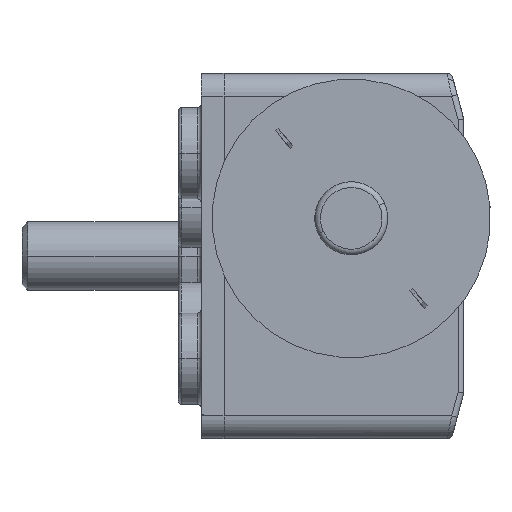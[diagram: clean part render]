
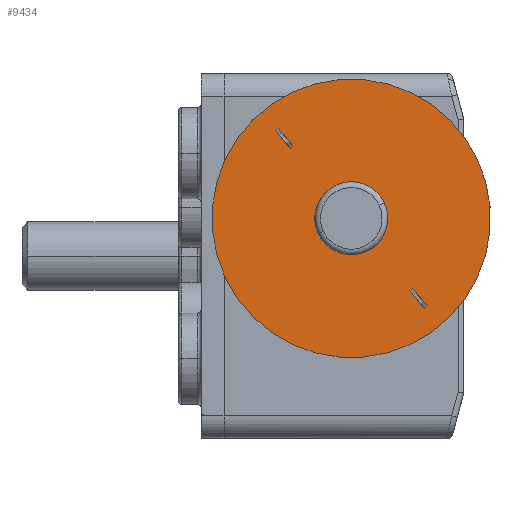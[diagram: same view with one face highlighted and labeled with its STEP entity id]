
A CAD part, left-side view. The second image highlights one B-rep face of the part: STEP entity #9434.
In plain terms, the highlighted face is planar.
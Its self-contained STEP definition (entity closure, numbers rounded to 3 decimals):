
#8759=CARTESIAN_POINT('',(0.,0.,0.));
#8760=DIRECTION('',(0.,1.,0.));
#8761=DIRECTION('',(1.,0.,0.));
#8762=AXIS2_PLACEMENT_3D('',#8759,#8760,#8761);
#8764=CARTESIAN_POINT('',(0.,0.,0.));
#8765=DIRECTION('',(0.,1.,0.));
#8766=DIRECTION('',(-1.,0.,0.));
#8767=AXIS2_PLACEMENT_3D('',#8764,#8765,#8766);
#8769=CARTESIAN_POINT('',(0.,0.,0.));
#8770=DIRECTION('',(0.,-1.,0.));
#8771=DIRECTION('',(-1.,0.,0.));
#8772=AXIS2_PLACEMENT_3D('',#8769,#8770,#8771);
#8774=CARTESIAN_POINT('',(0.,0.,0.));
#8775=DIRECTION('',(0.,-1.,0.));
#8776=DIRECTION('',(1.,0.,0.));
#8777=AXIS2_PLACEMENT_3D('',#8774,#8775,#8776);
#8779=DIRECTION('',(-0.259,0.,0.966));
#8780=VECTOR('',#8779,2.);
#8781=CARTESIAN_POINT('',(2.772,0.,-9.765));
#8782=LINE('',#8781,#8780);
#8783=DIRECTION('',(-0.966,0.,-0.259));
#8784=VECTOR('',#8783,0.3);
#8785=CARTESIAN_POINT('',(2.254,0.,-7.833));
#8786=LINE('',#8785,#8784);
#8787=DIRECTION('',(0.259,0.,-0.966));
#8788=VECTOR('',#8787,2.);
#8789=CARTESIAN_POINT('',(1.964,0.,-7.911));
#8790=LINE('',#8789,#8788);
#8791=DIRECTION('',(0.966,0.,0.259));
#8792=VECTOR('',#8791,0.3);
#8793=CARTESIAN_POINT('',(2.482,0.,-9.843));
#8794=LINE('',#8793,#8792);
#8795=DIRECTION('',(-0.966,0.,-0.259));
#8796=VECTOR('',#8795,0.3);
#8797=CARTESIAN_POINT('',(-2.482,0.,9.843));
#8798=LINE('',#8797,#8796);
#8799=DIRECTION('',(0.259,0.,-0.966));
#8800=VECTOR('',#8799,2.);
#8801=CARTESIAN_POINT('',(-2.772,0.,9.765));
#8802=LINE('',#8801,#8800);
#8803=DIRECTION('',(0.966,0.,0.259));
#8804=VECTOR('',#8803,0.3);
#8805=CARTESIAN_POINT('',(-2.254,0.,7.833));
#8806=LINE('',#8805,#8804);
#8807=DIRECTION('',(-0.259,0.,0.966));
#8808=VECTOR('',#8807,2.);
#8809=CARTESIAN_POINT('',(-1.964,0.,7.911));
#8810=LINE('',#8809,#8808);
#9253=CARTESIAN_POINT('',(12.2,0.,0.));
#9254=CARTESIAN_POINT('',(-12.2,0.,0.));
#9255=VERTEX_POINT('',#9253);
#9256=VERTEX_POINT('',#9254);
#9265=CARTESIAN_POINT('',(-3.2,0.,0.));
#9266=CARTESIAN_POINT('',(3.2,0.,0.));
#9267=VERTEX_POINT('',#9265);
#9268=VERTEX_POINT('',#9266);
#9277=CARTESIAN_POINT('',(2.772,0.,-9.765));
#9278=CARTESIAN_POINT('',(2.254,0.,-7.833));
#9279=VERTEX_POINT('',#9277);
#9280=VERTEX_POINT('',#9278);
#9281=CARTESIAN_POINT('',(1.964,0.,-7.911));
#9282=VERTEX_POINT('',#9281);
#9283=CARTESIAN_POINT('',(2.482,0.,-9.843));
#9284=VERTEX_POINT('',#9283);
#9285=CARTESIAN_POINT('',(-2.482,0.,9.843));
#9286=CARTESIAN_POINT('',(-2.772,0.,9.765));
#9287=VERTEX_POINT('',#9285);
#9288=VERTEX_POINT('',#9286);
#9289=CARTESIAN_POINT('',(-2.254,0.,7.833));
#9290=VERTEX_POINT('',#9289);
#9291=CARTESIAN_POINT('',(-1.964,0.,7.911));
#9292=VERTEX_POINT('',#9291);
#9397=CARTESIAN_POINT('',(0.,0.,0.));
#9398=DIRECTION('',(0.,1.,0.));
#9399=DIRECTION('',(1.,0.,0.));
#9400=AXIS2_PLACEMENT_3D('',#9397,#9398,#9399);
#9401=PLANE('',#9400);
#9403=ORIENTED_EDGE('',*,*,#9402,.T.);
#9405=ORIENTED_EDGE('',*,*,#9404,.T.);
#9406=EDGE_LOOP('',(#9403,#9405));
#9407=FACE_OUTER_BOUND('',#9406,.F.);
#9409=ORIENTED_EDGE('',*,*,#9408,.T.);
#9411=ORIENTED_EDGE('',*,*,#9410,.T.);
#9412=EDGE_LOOP('',(#9409,#9411));
#9413=FACE_BOUND('',#9412,.F.);
#9415=ORIENTED_EDGE('',*,*,#9414,.T.);
#9417=ORIENTED_EDGE('',*,*,#9416,.T.);
#9419=ORIENTED_EDGE('',*,*,#9418,.T.);
#9421=ORIENTED_EDGE('',*,*,#9420,.T.);
#9422=EDGE_LOOP('',(#9415,#9417,#9419,#9421));
#9423=FACE_BOUND('',#9422,.F.);
#9425=ORIENTED_EDGE('',*,*,#9424,.T.);
#9427=ORIENTED_EDGE('',*,*,#9426,.T.);
#9429=ORIENTED_EDGE('',*,*,#9428,.T.);
#9431=ORIENTED_EDGE('',*,*,#9430,.T.);
#9432=EDGE_LOOP('',(#9425,#9427,#9429,#9431));
#9433=FACE_BOUND('',#9432,.F.);
#8763=CIRCLE('',#8762,12.2);
#8768=CIRCLE('',#8767,12.2);
#8773=CIRCLE('',#8772,3.2);
#8778=CIRCLE('',#8777,3.2);
#9402=EDGE_CURVE('',#9255,#9256,#8763,.T.);
#9404=EDGE_CURVE('',#9256,#9255,#8768,.T.);
#9408=EDGE_CURVE('',#9267,#9268,#8773,.T.);
#9410=EDGE_CURVE('',#9268,#9267,#8778,.T.);
#9414=EDGE_CURVE('',#9279,#9280,#8782,.T.);
#9416=EDGE_CURVE('',#9280,#9282,#8786,.T.);
#9418=EDGE_CURVE('',#9282,#9284,#8790,.T.);
#9420=EDGE_CURVE('',#9284,#9279,#8794,.T.);
#9424=EDGE_CURVE('',#9287,#9288,#8798,.T.);
#9426=EDGE_CURVE('',#9288,#9290,#8802,.T.);
#9428=EDGE_CURVE('',#9290,#9292,#8806,.T.);
#9430=EDGE_CURVE('',#9292,#9287,#8810,.T.);
#9434=ADVANCED_FACE('',(#9407,#9413,#9423,#9433),#9401,.F.);
